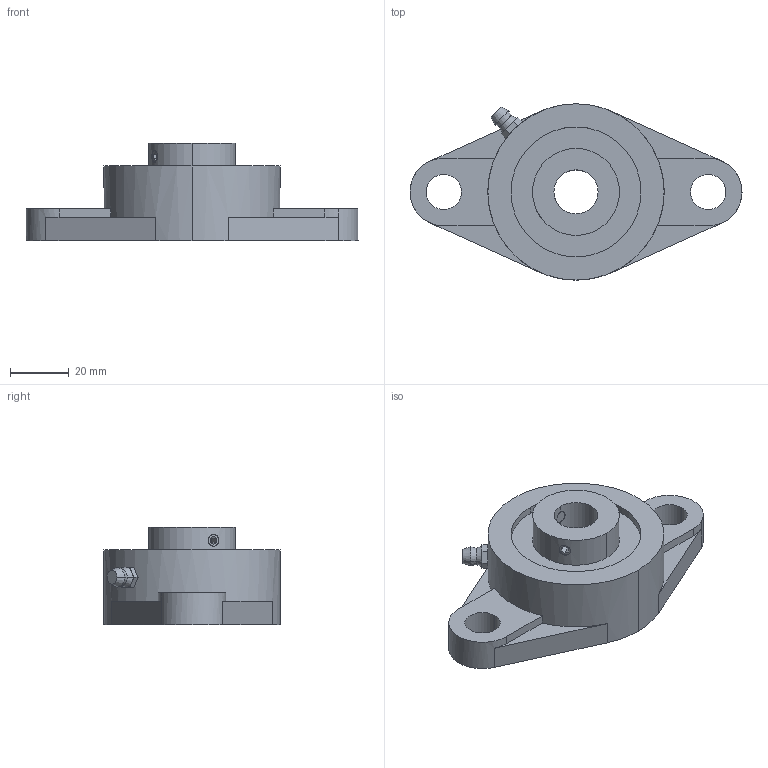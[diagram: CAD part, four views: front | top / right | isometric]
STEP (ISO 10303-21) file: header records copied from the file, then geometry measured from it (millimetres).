
FILE_DESCRIPTION( ( '' ), '1' );
FILE_NAME( 'ucfl202d1_15_d1__2_03.stp', '2011-08-09T16:28:43', ( '' ), ( '' ), ' ', ' ', ' ' );
FILE_SCHEMA( ( 'CONFIG_CONTROL_DESIGN' ) );
Length unit declared in the file: millimetre
Products named in the file (2): 1; 2
Bounding box: 113 x 60 x 33.3 mm (x, y, z)
Volume: 70528.6 mm3; surface area: 19470.7 mm2
Topology: 2 solids, 2 shells, 100 faces, 247 edges, 159 vertices
Faces by surface type: plane 58, cylinder 36, cone 6
Entity records: 3302 total; most frequent: CARTESIAN_POINT 778, DIRECTION 522, ORIENTED_EDGE 494, EDGE_CURVE 247, AXIS2_PLACEMENT_3D 187, VERTEX_POINT 159, LINE 148, VECTOR 148
